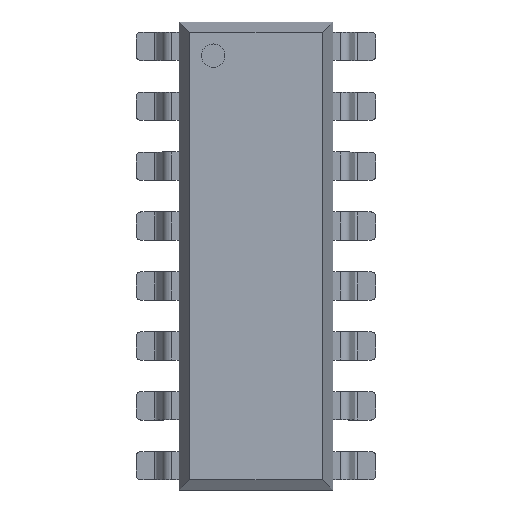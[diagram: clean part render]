
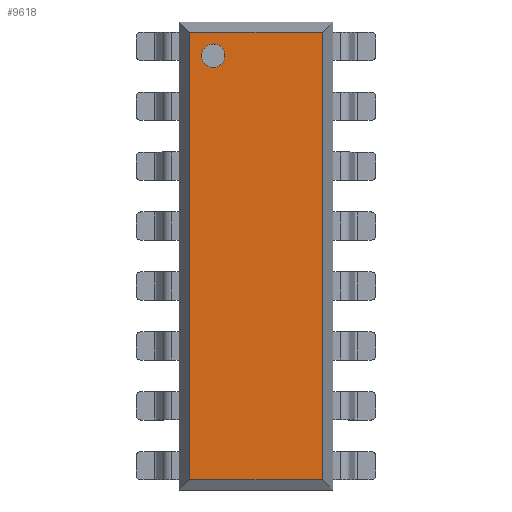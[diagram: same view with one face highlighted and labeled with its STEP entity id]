
A CAD part, top view. The second image highlights one B-rep face of the part: STEP entity #9618.
In plain terms, the highlighted planar face has unit normal (0, 0, 1).
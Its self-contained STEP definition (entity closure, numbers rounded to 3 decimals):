
#270 = CARTESIAN_POINT ( 'NONE',  ( -1.816, 8.486, 3.5 ) ) ;
#618 = VERTEX_POINT ( 'NONE', #12766 ) ;
#718 = FACE_OUTER_BOUND ( 'NONE', #1077, .T. ) ;
#801 = CARTESIAN_POINT ( 'NONE',  ( 0., 0., 3.5 ) ) ;
#853 = VECTOR ( 'NONE', #11664, 1000. ) ;
#1077 = EDGE_LOOP ( 'NONE', ( #9445, #14617, #4740, #3433 ) ) ;
#1287 = AXIS2_PLACEMENT_3D ( 'NONE', #270, #7653, #8906 ) ;
#2307 = EDGE_CURVE ( 'NONE', #2347, #15135, #7667, .T. ) ;
#2347 = VERTEX_POINT ( 'NONE', #7808 ) ;
#3099 = DIRECTION ( 'NONE',  ( 0., -1., 0. ) ) ;
#3196 = PLANE ( 'NONE',  #12094 ) ;
#3305 = DIRECTION ( 'NONE',  ( 0., 0., 1. ) ) ;
#3433 = ORIENTED_EDGE ( 'NONE', *, *, #8175, .T. ) ;
#3937 = LINE ( 'NONE', #9000, #8089 ) ;
#4509 = EDGE_CURVE ( 'NONE', #618, #10995, #3937, .T. ) ;
#4621 = DIRECTION ( 'NONE',  ( -1., 0., 0. ) ) ;
#4740 = ORIENTED_EDGE ( 'NONE', *, *, #4509, .T. ) ;
#4814 = VECTOR ( 'NONE', #14289, 1000. ) ;
#5393 = VERTEX_POINT ( 'NONE', #11106 ) ;
#5480 = DIRECTION ( 'NONE',  ( 1., 0., 0. ) ) ;
#5689 = VECTOR ( 'NONE', #3099, 1000. ) ;
#5703 = FACE_BOUND ( 'NONE', #12542, .T. ) ;
#6756 = CARTESIAN_POINT ( 'NONE',  ( 0., 9.486, 3.5 ) ) ;
#6842 = CARTESIAN_POINT ( 'NONE',  ( -2.816, 0., 3.5 ) ) ;
#6850 = ORIENTED_EDGE ( 'NONE', *, *, #2307, .F. ) ;
#6883 = CARTESIAN_POINT ( 'NONE',  ( -1.816, 8.486, 3.5 ) ) ;
#6985 = VERTEX_POINT ( 'NONE', #10855 ) ;
#7653 = DIRECTION ( 'NONE',  ( 0., 0., 1. ) ) ;
#7667 = CIRCLE ( 'NONE', #1287, 0.5 ) ;
#7808 = CARTESIAN_POINT ( 'NONE',  ( -2.316, 8.486, 3.5 ) ) ;
#8089 = VECTOR ( 'NONE', #15492, 1000. ) ;
#8175 = EDGE_CURVE ( 'NONE', #10995, #6985, #9175, .T. ) ;
#8431 = CARTESIAN_POINT ( 'NONE',  ( -1.316, 8.486, 3.5 ) ) ;
#8906 = DIRECTION ( 'NONE',  ( 1., 0., 0. ) ) ;
#9000 = CARTESIAN_POINT ( 'NONE',  ( 2.816, 0., 3.5 ) ) ;
#9117 = CARTESIAN_POINT ( 'NONE',  ( 2.816, 9.486, 3.5 ) ) ;
#9138 = CARTESIAN_POINT ( 'NONE',  ( 0., -9.486, 3.5 ) ) ;
#9175 = LINE ( 'NONE', #6756, #853 ) ;
#9220 = LINE ( 'NONE', #9138, #4814 ) ;
#9445 = ORIENTED_EDGE ( 'NONE', *, *, #11376, .T. ) ;
#9618 = ADVANCED_FACE ( 'NONE', ( #5703, #718 ), #3196, .F. ) ;
#10832 = CIRCLE ( 'NONE', #12962, 0.5 ) ;
#10855 = CARTESIAN_POINT ( 'NONE',  ( -2.816, 9.486, 3.5 ) ) ;
#10995 = VERTEX_POINT ( 'NONE', #9117 ) ;
#11106 = CARTESIAN_POINT ( 'NONE',  ( -2.816, -9.486, 3.5 ) ) ;
#11178 = DIRECTION ( 'NONE',  ( 0., 0., -1. ) ) ;
#11376 = EDGE_CURVE ( 'NONE', #6985, #5393, #13157, .T. ) ;
#11547 = ORIENTED_EDGE ( 'NONE', *, *, #15469, .F. ) ;
#11664 = DIRECTION ( 'NONE',  ( -1., 0., 0. ) ) ;
#12094 = AXIS2_PLACEMENT_3D ( 'NONE', #801, #11178, #4621 ) ;
#12529 = EDGE_CURVE ( 'NONE', #5393, #618, #9220, .T. ) ;
#12542 = EDGE_LOOP ( 'NONE', ( #11547, #6850 ) ) ;
#12766 = CARTESIAN_POINT ( 'NONE',  ( 2.816, -9.486, 3.5 ) ) ;
#12962 = AXIS2_PLACEMENT_3D ( 'NONE', #6883, #3305, #5480 ) ;
#13157 = LINE ( 'NONE', #6842, #5689 ) ;
#14289 = DIRECTION ( 'NONE',  ( 1., 0., 0. ) ) ;
#14617 = ORIENTED_EDGE ( 'NONE', *, *, #12529, .T. ) ;
#15135 = VERTEX_POINT ( 'NONE', #8431 ) ;
#15469 = EDGE_CURVE ( 'NONE', #15135, #2347, #10832, .T. ) ;
#15492 = DIRECTION ( 'NONE',  ( 0., 1., 0. ) ) ;
